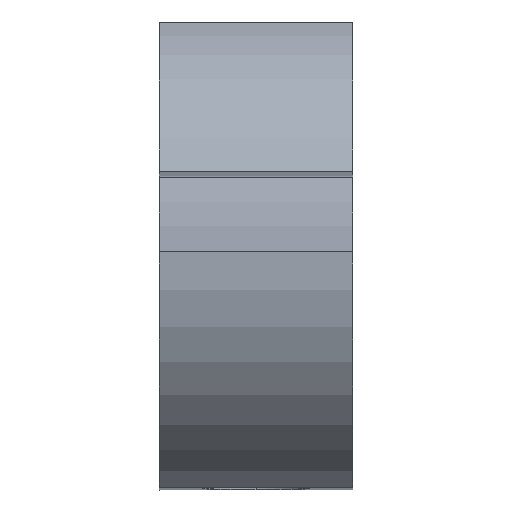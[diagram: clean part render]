
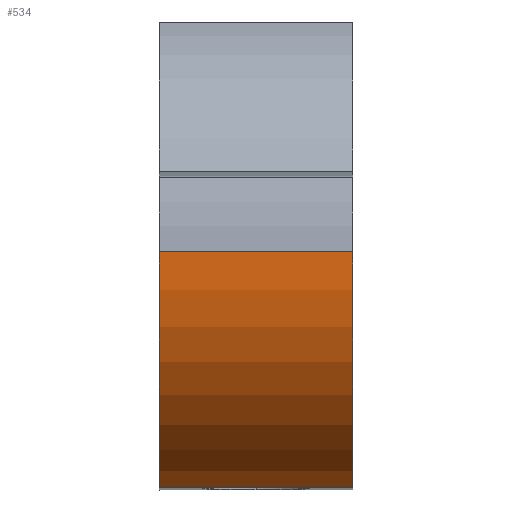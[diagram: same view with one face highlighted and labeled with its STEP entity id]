
A CAD part, left-side view. The second image highlights one B-rep face of the part: STEP entity #534.
In plain terms, the highlighted cylindrical face has radius 63.5 mm (diameter 127 mm), a partial arc.
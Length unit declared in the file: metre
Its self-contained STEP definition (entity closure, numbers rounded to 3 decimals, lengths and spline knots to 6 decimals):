
#534=ADVANCED_FACE('0:5560',(#1179),#1180,.T.);
#1179=FACE_OUTER_BOUND('',#1945,.T.);
#1180=CYLINDRICAL_SURFACE('',#1946,0.0635);
#1945=EDGE_LOOP('',(#3691,#3692,#3693,#3694));
#1946=AXIS2_PLACEMENT_3D('',#3695,#3696,#3697);
#3691=ORIENTED_EDGE('',*,*,#5122,.T.);
#3692=ORIENTED_EDGE('',*,*,#5283,.F.);
#3693=ORIENTED_EDGE('',*,*,#5284,.T.);
#3694=ORIENTED_EDGE('',*,*,#4638,.T.);
#3695=CARTESIAN_POINT('',(-0.031204,0.025245,-0.037005));
#3696=DIRECTION('',(0.,-1.,0.));
#3697=DIRECTION('',(-1.,0.,0.017));
#4638=EDGE_CURVE('0:6256',#5490,#5488,#5491,.T.);
#5122=EDGE_CURVE('',#5488,#6287,#6288,.T.);
#5283=EDGE_CURVE('0:6262',#6501,#6287,#6502,.T.);
#5284=EDGE_CURVE('0:6265',#6501,#5490,#6503,.T.);
#5488=VERTEX_POINT('',#6745);
#5490=VERTEX_POINT('',#6747);
#5491=CIRCLE('',#6748,0.0635);
#6287=VERTEX_POINT('',#8217);
#6288=LINE('',#8218,#8219);
#6501=VERTEX_POINT('',#8603);
#6502=CIRCLE('',#8604,0.0635);
#6503=LINE('',#8605,#8606);
#6745=CARTESIAN_POINT('',(-0.094694,-0.024755,-0.035895));
#6747=CARTESIAN_POINT('',(-0.05304,-0.024756,-0.096632));
#6748=AXIS2_PLACEMENT_3D('',#8938,#8939,#8940);
#8217=CARTESIAN_POINT('',(-0.094694,0.025245,-0.035896));
#8218=CARTESIAN_POINT('',(-0.094694,0.000245,-0.035895));
#8219=VECTOR('',#9355,1.0);
#8603=CARTESIAN_POINT('',(-0.05304,0.025244,-0.096633));
#8604=AXIS2_PLACEMENT_3D('',#9482,#9483,#9484);
#8605=CARTESIAN_POINT('',(-0.05304,0.025244,-0.096633));
#8606=VECTOR('',#9485,0.000001);
#8938=CARTESIAN_POINT('',(-0.031204,-0.024755,-0.037004));
#8939=DIRECTION('',(0.,1.,0.));
#8940=DIRECTION('',(-1.,0.,0.017));
#9355=DIRECTION('',(0.,1.,0.));
#9482=CARTESIAN_POINT('',(-0.031204,0.025245,-0.037005));
#9483=DIRECTION('',(0.,1.,0.));
#9484=DIRECTION('',(-1.,0.,0.017));
#9485=DIRECTION('',(0.,-1.,0.));
